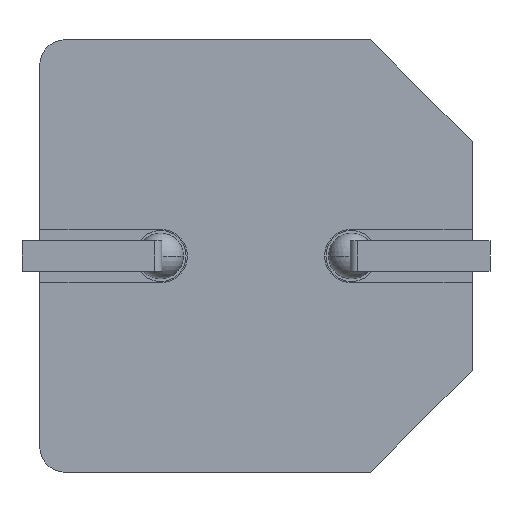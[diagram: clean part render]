
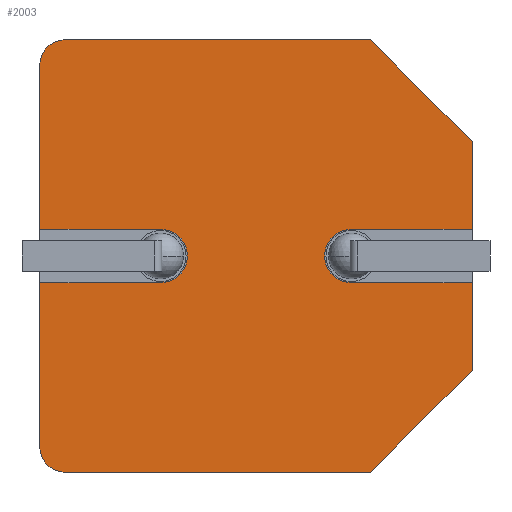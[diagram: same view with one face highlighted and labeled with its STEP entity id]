
A CAD part, front view. The second image highlights one B-rep face of the part: STEP entity #2003.
In plain terms, the highlighted planar face has unit normal (0, -1, 0).
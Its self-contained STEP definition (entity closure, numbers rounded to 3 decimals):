
#14 = CARTESIAN_POINT ( 'NONE',  ( 6.5, 0., 6.5 ) ) ;
#23 = DIRECTION ( 'NONE',  ( 0., -1., 0. ) ) ;
#35 = EDGE_CURVE ( 'NONE', #917, #1051, #319, .T. ) ;
#40 = DIRECTION ( 'NONE',  ( -1., 0., 0. ) ) ;
#73 = CIRCLE ( 'NONE', #696, 1.05 ) ;
#75 = DIRECTION ( 'NONE',  ( 1., 0., 0. ) ) ;
#80 = EDGE_CURVE ( 'NONE', #1157, #699, #1936, .T. ) ;
#91 = EDGE_CURVE ( 'NONE', #651, #535, #909, .T. ) ;
#115 = VERTEX_POINT ( 'NONE', #982 ) ;
#122 = CIRCLE ( 'NONE', #1417, 1. ) ;
#157 = EDGE_CURVE ( 'NONE', #1157, #218, #1163, .T. ) ;
#170 = DIRECTION ( 'NONE',  ( -1., 0., 0. ) ) ;
#174 = LINE ( 'NONE', #1467, #460 ) ;
#185 = DIRECTION ( 'NONE',  ( -0.707, 0., 0.707 ) ) ;
#213 = DIRECTION ( 'NONE',  ( 1., 0., 0. ) ) ;
#218 = VERTEX_POINT ( 'NONE', #474 ) ;
#269 = EDGE_CURVE ( 'NONE', #2250, #2277, #1477, .T. ) ;
#275 = ORIENTED_EDGE ( 'NONE', *, *, #91, .F. ) ;
#282 = DIRECTION ( 'NONE',  ( 0., 0., -1. ) ) ;
#304 = AXIS2_PLACEMENT_3D ( 'NONE', #1688, #1714, #2246 ) ;
#319 = LINE ( 'NONE', #461, #1913 ) ;
#373 = CARTESIAN_POINT ( 'NONE',  ( 0., 0., 0. ) ) ;
#374 = CARTESIAN_POINT ( 'NONE',  ( -7.5, 0., -8.5 ) ) ;
#376 = EDGE_CURVE ( 'NONE', #947, #1051, #2262, .T. ) ;
#382 = CARTESIAN_POINT ( 'NONE',  ( -8.5, 0., 8.5 ) ) ;
#395 = AXIS2_PLACEMENT_3D ( 'NONE', #373, #23, #576 ) ;
#410 = CARTESIAN_POINT ( 'NONE',  ( -8.5, 0., -8.5 ) ) ;
#413 = EDGE_CURVE ( 'NONE', #622, #481, #2205, .T. ) ;
#423 = ORIENTED_EDGE ( 'NONE', *, *, #413, .F. ) ;
#440 = EDGE_CURVE ( 'NONE', #622, #115, #174, .T. ) ;
#460 = VECTOR ( 'NONE', #1057, 1000. ) ;
#461 = CARTESIAN_POINT ( 'NONE',  ( 8.5, 0., 1.05 ) ) ;
#465 = CARTESIAN_POINT ( 'NONE',  ( 8.5, 0., 1.05 ) ) ;
#474 = CARTESIAN_POINT ( 'NONE',  ( 4.5, 0., 8.5 ) ) ;
#481 = VERTEX_POINT ( 'NONE', #374 ) ;
#516 = CARTESIAN_POINT ( 'NONE',  ( -7.5, 0., -7.5 ) ) ;
#522 = CARTESIAN_POINT ( 'NONE',  ( -3.75, 0., -1.05 ) ) ;
#535 = VERTEX_POINT ( 'NONE', #1452 ) ;
#536 = EDGE_CURVE ( 'NONE', #947, #218, #2019, .T. ) ;
#559 = VERTEX_POINT ( 'NONE', #1052 ) ;
#570 = ORIENTED_EDGE ( 'NONE', *, *, #2053, .F. ) ;
#576 = DIRECTION ( 'NONE',  ( 0., 0., -1. ) ) ;
#622 = VERTEX_POINT ( 'NONE', #1998 ) ;
#633 = CARTESIAN_POINT ( 'NONE',  ( 8.5, 0., 4.5 ) ) ;
#639 = AXIS2_PLACEMENT_3D ( 'NONE', #1343, #640, #816 ) ;
#640 = DIRECTION ( 'NONE',  ( 0., -1., 0. ) ) ;
#644 = DIRECTION ( 'NONE',  ( 0., 1., 0. ) ) ;
#651 = VERTEX_POINT ( 'NONE', #1482 ) ;
#658 = LINE ( 'NONE', #1606, #1068 ) ;
#662 = VECTOR ( 'NONE', #213, 1000. ) ;
#696 = AXIS2_PLACEMENT_3D ( 'NONE', #818, #644, #282 ) ;
#699 = VERTEX_POINT ( 'NONE', #1829 ) ;
#737 = DIRECTION ( 'NONE',  ( 0., 0., 1. ) ) ;
#743 = VECTOR ( 'NONE', #170, 1000. ) ;
#770 = VECTOR ( 'NONE', #737, 1000. ) ;
#816 = DIRECTION ( 'NONE',  ( 0., 0., -1. ) ) ;
#818 = CARTESIAN_POINT ( 'NONE',  ( 3.75, 0., 0. ) ) ;
#830 = FACE_OUTER_BOUND ( 'NONE', #1035, .T. ) ;
#882 = DIRECTION ( 'NONE',  ( 0., 0., -1. ) ) ;
#888 = ORIENTED_EDGE ( 'NONE', *, *, #989, .F. ) ;
#901 = CIRCLE ( 'NONE', #304, 1.05 ) ;
#903 = VECTOR ( 'NONE', #2251, 1000. ) ;
#909 = LINE ( 'NONE', #1179, #1687 ) ;
#917 = VERTEX_POINT ( 'NONE', #1648 ) ;
#931 = ORIENTED_EDGE ( 'NONE', *, *, #1720, .T. ) ;
#947 = VERTEX_POINT ( 'NONE', #633 ) ;
#982 = CARTESIAN_POINT ( 'NONE',  ( 8.5, 0., -4.5 ) ) ;
#989 = EDGE_CURVE ( 'NONE', #1926, #651, #901, .T. ) ;
#1014 = VECTOR ( 'NONE', #882, 1000. ) ;
#1022 = ORIENTED_EDGE ( 'NONE', *, *, #35, .T. ) ;
#1035 = EDGE_LOOP ( 'NONE', ( #1405, #931, #423, #1698, #1299, #2058, #1194, #1022, #1177, #2164, #1394, #1665, #570, #275, #888, #2222 ) ) ;
#1051 = VERTEX_POINT ( 'NONE', #465 ) ;
#1052 = CARTESIAN_POINT ( 'NONE',  ( -8.5, 0., -1.05 ) ) ;
#1057 = DIRECTION ( 'NONE',  ( 0.707, 0., 0.707 ) ) ;
#1068 = VECTOR ( 'NONE', #1764, 1000. ) ;
#1157 = VERTEX_POINT ( 'NONE', #1378 ) ;
#1163 = LINE ( 'NONE', #2249, #1995 ) ;
#1177 = ORIENTED_EDGE ( 'NONE', *, *, #376, .F. ) ;
#1179 = CARTESIAN_POINT ( 'NONE',  ( -8.5, 0., 1.05 ) ) ;
#1194 = ORIENTED_EDGE ( 'NONE', *, *, #1644, .T. ) ;
#1208 = DIRECTION ( 'NONE',  ( 0., 0., -1. ) ) ;
#1257 = PLANE ( 'NONE',  #395 ) ;
#1273 = EDGE_CURVE ( 'NONE', #1677, #559, #658, .T. ) ;
#1297 = VECTOR ( 'NONE', #40, 1000. ) ;
#1299 = ORIENTED_EDGE ( 'NONE', *, *, #1603, .F. ) ;
#1343 = CARTESIAN_POINT ( 'NONE',  ( -7.5, 0., 7.5 ) ) ;
#1358 = LINE ( 'NONE', #1446, #662 ) ;
#1378 = CARTESIAN_POINT ( 'NONE',  ( -7.5, 0., 8.5 ) ) ;
#1379 = LINE ( 'NONE', #2082, #903 ) ;
#1394 = ORIENTED_EDGE ( 'NONE', *, *, #157, .F. ) ;
#1399 = EDGE_CURVE ( 'NONE', #559, #1926, #1358, .T. ) ;
#1405 = ORIENTED_EDGE ( 'NONE', *, *, #1273, .F. ) ;
#1417 = AXIS2_PLACEMENT_3D ( 'NONE', #516, #1940, #1208 ) ;
#1446 = CARTESIAN_POINT ( 'NONE',  ( -8.5, 0., -1.05 ) ) ;
#1452 = CARTESIAN_POINT ( 'NONE',  ( -8.5, 0., 1.05 ) ) ;
#1467 = CARTESIAN_POINT ( 'NONE',  ( 6.5, 0., -6.5 ) ) ;
#1477 = LINE ( 'NONE', #2270, #743 ) ;
#1482 = CARTESIAN_POINT ( 'NONE',  ( -3.75, 0., 1.05 ) ) ;
#1525 = VECTOR ( 'NONE', #185, 1000. ) ;
#1603 = EDGE_CURVE ( 'NONE', #2250, #115, #1379, .T. ) ;
#1606 = CARTESIAN_POINT ( 'NONE',  ( -8.5, 0., 8.5 ) ) ;
#1644 = EDGE_CURVE ( 'NONE', #2277, #917, #73, .T. ) ;
#1648 = CARTESIAN_POINT ( 'NONE',  ( 3.75, 0., 1.05 ) ) ;
#1665 = ORIENTED_EDGE ( 'NONE', *, *, #80, .T. ) ;
#1677 = VERTEX_POINT ( 'NONE', #1709 ) ;
#1687 = VECTOR ( 'NONE', #1721, 1000. ) ;
#1688 = CARTESIAN_POINT ( 'NONE',  ( -3.75, 0., 0. ) ) ;
#1698 = ORIENTED_EDGE ( 'NONE', *, *, #440, .T. ) ;
#1709 = CARTESIAN_POINT ( 'NONE',  ( -8.5, 0., -7.5 ) ) ;
#1714 = DIRECTION ( 'NONE',  ( 0., -1., 0. ) ) ;
#1720 = EDGE_CURVE ( 'NONE', #1677, #481, #122, .T. ) ;
#1721 = DIRECTION ( 'NONE',  ( -1., 0., 0. ) ) ;
#1764 = DIRECTION ( 'NONE',  ( 0., 0., 1. ) ) ;
#1824 = LINE ( 'NONE', #382, #770 ) ;
#1829 = CARTESIAN_POINT ( 'NONE',  ( -8.5, 0., 7.5 ) ) ;
#1832 = CARTESIAN_POINT ( 'NONE',  ( 3.75, 0., -1.05 ) ) ;
#1913 = VECTOR ( 'NONE', #75, 1000. ) ;
#1926 = VERTEX_POINT ( 'NONE', #522 ) ;
#1936 = CIRCLE ( 'NONE', #639, 1. ) ;
#1940 = DIRECTION ( 'NONE',  ( 0., -1., 0. ) ) ;
#1995 = VECTOR ( 'NONE', #2087, 1000. ) ;
#1998 = CARTESIAN_POINT ( 'NONE',  ( 4.5, 0., -8.5 ) ) ;
#2003 = ADVANCED_FACE ( 'NONE', ( #830 ), #1257, .T. ) ;
#2019 = LINE ( 'NONE', #14, #1525 ) ;
#2053 = EDGE_CURVE ( 'NONE', #535, #699, #1824, .T. ) ;
#2058 = ORIENTED_EDGE ( 'NONE', *, *, #269, .T. ) ;
#2082 = CARTESIAN_POINT ( 'NONE',  ( 8.5, 0., 8.5 ) ) ;
#2087 = DIRECTION ( 'NONE',  ( 1., 0., 0. ) ) ;
#2114 = CARTESIAN_POINT ( 'NONE',  ( 8.5, 0., 8.5 ) ) ;
#2164 = ORIENTED_EDGE ( 'NONE', *, *, #536, .T. ) ;
#2177 = CARTESIAN_POINT ( 'NONE',  ( 8.5, 0., -1.05 ) ) ;
#2205 = LINE ( 'NONE', #410, #1297 ) ;
#2222 = ORIENTED_EDGE ( 'NONE', *, *, #1399, .F. ) ;
#2246 = DIRECTION ( 'NONE',  ( 0., 0., -1. ) ) ;
#2249 = CARTESIAN_POINT ( 'NONE',  ( -8.5, 0., 8.5 ) ) ;
#2250 = VERTEX_POINT ( 'NONE', #2177 ) ;
#2251 = DIRECTION ( 'NONE',  ( 0., 0., -1. ) ) ;
#2262 = LINE ( 'NONE', #2114, #1014 ) ;
#2270 = CARTESIAN_POINT ( 'NONE',  ( 8.5, 0., -1.05 ) ) ;
#2277 = VERTEX_POINT ( 'NONE', #1832 ) ;
